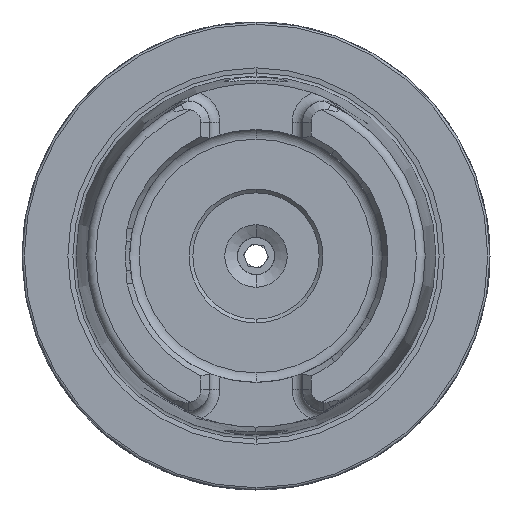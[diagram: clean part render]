
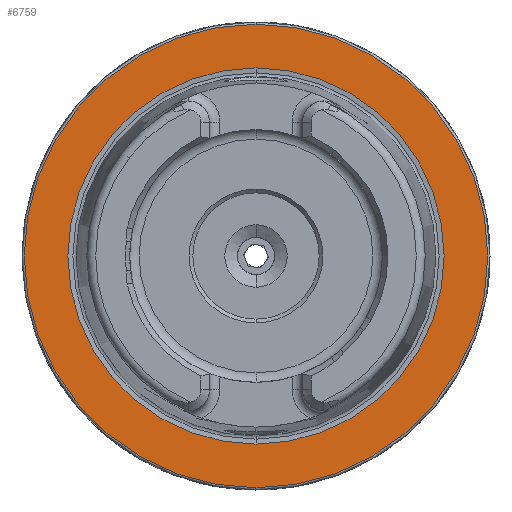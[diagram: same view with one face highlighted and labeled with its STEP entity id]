
A CAD part, left-side view. The second image highlights one B-rep face of the part: STEP entity #6759.
In plain terms, the highlighted planar face has unit normal (-1, 0, 0).
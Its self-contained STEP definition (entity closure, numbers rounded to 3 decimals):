
#757 = CARTESIAN_POINT ( 'NONE',  ( 0., 0., -31.2 ) ) ;
#771 = CARTESIAN_POINT ( 'NONE',  ( 0., 0., -25.324 ) ) ;
#794 = CARTESIAN_POINT ( 'NONE',  ( 0., 0., 31.2 ) ) ;
#2413 = CIRCLE ( 'NONE', #11023, 31.2 ) ;
#2414 = CIRCLE ( 'NONE', #11022, 25.324 ) ;
#2430 = CIRCLE ( 'NONE', #11030, 25.324 ) ;
#2974 = CARTESIAN_POINT ( 'NONE',  ( 0., 0., 0. ) ) ;
#2975 = DIRECTION ( 'NONE',  ( -1., 0., 0. ) ) ;
#2976 = DIRECTION ( 'NONE',  ( 0., 0., 1. ) ) ;
#2979 = CARTESIAN_POINT ( 'NONE',  ( 0., 0., 0. ) ) ;
#2980 = DIRECTION ( 'NONE',  ( -1., 0., 0. ) ) ;
#2981 = DIRECTION ( 'NONE',  ( 0., 0., 1. ) ) ;
#3094 = CARTESIAN_POINT ( 'NONE',  ( 0., 0., 0. ) ) ;
#3095 = DIRECTION ( 'NONE',  ( -1., 0., 0. ) ) ;
#3096 = DIRECTION ( 'NONE',  ( 0., 0., 1. ) ) ;
#4623 = CARTESIAN_POINT ( 'NONE',  ( 0., 0., 25.324 ) ) ;
#5104 = VERTEX_POINT ( 'NONE', #4623 ) ;
#5233 = EDGE_LOOP ( 'NONE', ( #5991, #5992 ) ) ;
#5263 = EDGE_LOOP ( 'NONE', ( #5989, #5990 ) ) ;
#5989 = ORIENTED_EDGE ( 'NONE', *, *, #8254, .F. ) ;
#5990 = ORIENTED_EDGE ( 'NONE', *, *, #8274, .F. ) ;
#5991 = ORIENTED_EDGE ( 'NONE', *, *, #6454, .T. ) ;
#5992 = ORIENTED_EDGE ( 'NONE', *, *, #8255, .T. ) ;
#6454 = EDGE_CURVE ( 'NONE', #7863, #7826, #9427, .T. ) ;
#6537 = AXIS2_PLACEMENT_3D ( 'NONE', #8609, #8610, #8611 ) ;
#6759 = ADVANCED_FACE ( 'NONE', ( #9660, #9654 ), #8963, .F. ) ;
#7826 = VERTEX_POINT ( 'NONE', #757 ) ;
#7840 = VERTEX_POINT ( 'NONE', #771 ) ;
#7863 = VERTEX_POINT ( 'NONE', #794 ) ;
#8254 = EDGE_CURVE ( 'NONE', #5104, #7840, #2414, .T. ) ;
#8255 = EDGE_CURVE ( 'NONE', #7826, #7863, #2413, .T. ) ;
#8274 = EDGE_CURVE ( 'NONE', #7840, #5104, #2430, .T. ) ;
#8609 = CARTESIAN_POINT ( 'NONE',  ( 0., 0., 0. ) ) ;
#8610 = DIRECTION ( 'NONE',  ( -1., 0., 0. ) ) ;
#8611 = DIRECTION ( 'NONE',  ( 0., 0., 1. ) ) ;
#8962 = CARTESIAN_POINT ( 'NONE',  ( 0., 31.2, 0. ) ) ;
#8963 = PLANE ( 'NONE',  #9632 ) ;
#8968 = DIRECTION ( 'NONE',  ( 1., 0., 0. ) ) ;
#8969 = DIRECTION ( 'NONE',  ( 0., 0., -1. ) ) ;
#9427 = CIRCLE ( 'NONE', #6537, 31.2 ) ;
#9632 = AXIS2_PLACEMENT_3D ( 'NONE', #8962, #8968, #8969 ) ;
#9654 = FACE_OUTER_BOUND ( 'NONE', #5233, .T. ) ;
#9660 = FACE_BOUND ( 'NONE', #5263, .T. ) ;
#11022 = AXIS2_PLACEMENT_3D ( 'NONE', #2974, #2975, #2976 ) ;
#11023 = AXIS2_PLACEMENT_3D ( 'NONE', #2979, #2980, #2981 ) ;
#11030 = AXIS2_PLACEMENT_3D ( 'NONE', #3094, #3095, #3096 ) ;
